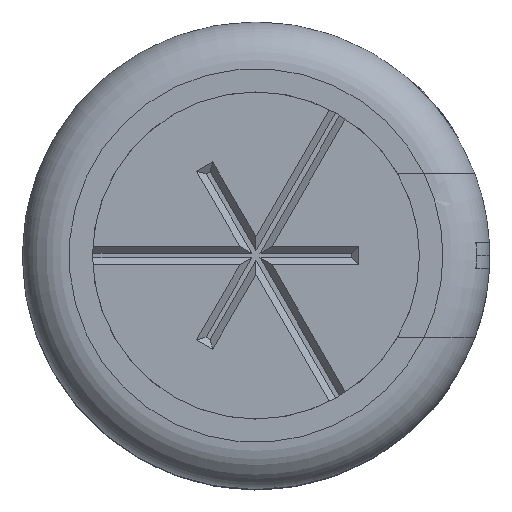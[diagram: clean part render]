
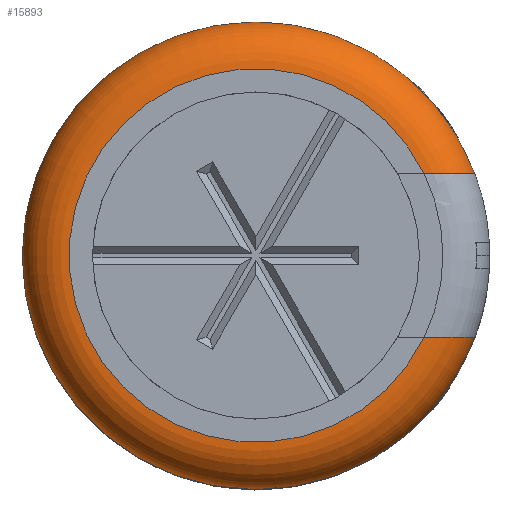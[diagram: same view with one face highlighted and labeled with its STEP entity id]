
A CAD part, top view. The second image highlights one B-rep face of the part: STEP entity #15893.
In plain terms, the highlighted toroidal (fillet/blend) face has major radius 4 mm and minor radius 1 mm.
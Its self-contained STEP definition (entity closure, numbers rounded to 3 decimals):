
#589 = ORIENTED_EDGE ( 'NONE', *, *, #17545, .T. ) ;
#878 = AXIS2_PLACEMENT_3D ( 'NONE', #24171, #22081, #15601 ) ;
#1983 = CARTESIAN_POINT ( 'NONE',  ( 4.127, 1.75, 12.385 ) ) ;
#2157 = CARTESIAN_POINT ( 'NONE',  ( 3.733, 1.75, 12.5 ) ) ;
#3392 = B_SPLINE_CURVE_WITH_KNOTS ( 'NONE', 3,
 ( #12546, #2157, #16808, #1983, #18690, #10210, #4091, #8191, #18779, #6186 ),
 .UNSPECIFIED., .F., .F.,
 ( 4, 2, 2, 2, 4 ),
 ( 0.001, 0.001, 0.001, 0.002, 0.002 ),
 .UNSPECIFIED. ) ;
#4091 = CARTESIAN_POINT ( 'NONE',  ( 4.538, 1.75, 12.022 ) ) ;
#4349 = CARTESIAN_POINT ( 'NONE',  ( 3.734, -1.75, 12.5 ) ) ;
#5760 = EDGE_LOOP ( 'NONE', ( #16179, #589, #19621, #6417, #22989 ) ) ;
#5924 = CARTESIAN_POINT ( 'NONE',  ( 4.454, -1.75, 12.133 ) ) ;
#6186 = CARTESIAN_POINT ( 'NONE',  ( 4.684, 1.75, 11.5 ) ) ;
#6275 = EDGE_CURVE ( 'NONE', #24221, #18107, #24087, .T. ) ;
#6417 = ORIENTED_EDGE ( 'NONE', *, *, #7866, .T. ) ;
#6559 = DIRECTION ( 'NONE',  ( 1., 0., 0. ) ) ;
#7122 = AXIS2_PLACEMENT_3D ( 'NONE', #15412, #9182, #23895 ) ;
#7661 = CIRCLE ( 'NONE', #13184, 5. ) ;
#7866 = EDGE_CURVE ( 'NONE', #24221, #8772, #3392, .T. ) ;
#8191 = CARTESIAN_POINT ( 'NONE',  ( 4.653, 1.75, 11.775 ) ) ;
#8772 = VERTEX_POINT ( 'NONE', #21316 ) ;
#8837 = CARTESIAN_POINT ( 'NONE',  ( 3.597, 1.75, 12.5 ) ) ;
#8927 = EDGE_CURVE ( 'NONE', #14106, #8772, #12625, .T. ) ;
#9182 = DIRECTION ( 'NONE',  ( 0., 0., -1. ) ) ;
#9227 = DIRECTION ( 'NONE',  ( 1., 0., 0. ) ) ;
#10210 = CARTESIAN_POINT ( 'NONE',  ( 4.453, 1.75, 12.134 ) ) ;
#10459 = AXIS2_PLACEMENT_3D ( 'NONE', #13110, #23466, #6559 ) ;
#10542 = CARTESIAN_POINT ( 'NONE',  ( 3.87, -1.75, 12.477 ) ) ;
#10768 = VERTEX_POINT ( 'NONE', #13455 ) ;
#12546 = CARTESIAN_POINT ( 'NONE',  ( 3.597, 1.75, 12.5 ) ) ;
#12625 = CIRCLE ( 'NONE', #7122, 5. ) ;
#12817 = CARTESIAN_POINT ( 'NONE',  ( 3.597, -1.75, 12.5 ) ) ;
#13110 = CARTESIAN_POINT ( 'NONE',  ( 0., 0., 11.5 ) ) ;
#13184 = AXIS2_PLACEMENT_3D ( 'NONE', #17590, #17683, #9227 ) ;
#13455 = CARTESIAN_POINT ( 'NONE',  ( 4.684, -1.75, 11.5 ) ) ;
#13479 = B_SPLINE_CURVE_WITH_KNOTS ( 'NONE', 3,
 ( #18683, #27189, #18498, #14578, #5924, #23176, #23354, #10542, #4349, #12817 ),
 .UNSPECIFIED., .F., .F.,
 ( 4, 2, 2, 2, 4 ),
 ( 0.004, 0.005, 0.005, 0.006, 0.006 ),
 .UNSPECIFIED. ) ;
#14106 = VERTEX_POINT ( 'NONE', #18439 ) ;
#14578 = CARTESIAN_POINT ( 'NONE',  ( 4.538, -1.75, 12.021 ) ) ;
#15167 = CARTESIAN_POINT ( 'NONE',  ( 3.597, -1.75, 12.5 ) ) ;
#15412 = CARTESIAN_POINT ( 'NONE',  ( 0., 0., 11.5 ) ) ;
#15512 = TOROIDAL_SURFACE ( 'NONE', #10459, 4., 1. ) ;
#15601 = DIRECTION ( 'NONE',  ( 1., 0., 0. ) ) ;
#15893 = ADVANCED_FACE ( 'NONE', ( #17496 ), #15512, .T. ) ;
#16179 = ORIENTED_EDGE ( 'NONE', *, *, #25630, .F. ) ;
#16808 = CARTESIAN_POINT ( 'NONE',  ( 3.871, 1.75, 12.477 ) ) ;
#17496 = FACE_OUTER_BOUND ( 'NONE', #5760, .T. ) ;
#17545 = EDGE_CURVE ( 'NONE', #10768, #18107, #13479, .T. ) ;
#17590 = CARTESIAN_POINT ( 'NONE',  ( 0., 0., 11.5 ) ) ;
#17683 = DIRECTION ( 'NONE',  ( 0., 0., -1. ) ) ;
#18107 = VERTEX_POINT ( 'NONE', #15167 ) ;
#18439 = CARTESIAN_POINT ( 'NONE',  ( -5., 0., 11.5 ) ) ;
#18498 = CARTESIAN_POINT ( 'NONE',  ( 4.653, -1.75, 11.774 ) ) ;
#18683 = CARTESIAN_POINT ( 'NONE',  ( 4.684, -1.75, 11.5 ) ) ;
#18690 = CARTESIAN_POINT ( 'NONE',  ( 4.249, 1.75, 12.314 ) ) ;
#18779 = CARTESIAN_POINT ( 'NONE',  ( 4.684, 1.75, 11.637 ) ) ;
#19621 = ORIENTED_EDGE ( 'NONE', *, *, #6275, .F. ) ;
#21316 = CARTESIAN_POINT ( 'NONE',  ( 4.684, 1.75, 11.5 ) ) ;
#22081 = DIRECTION ( 'NONE',  ( 0., 0., 1. ) ) ;
#22989 = ORIENTED_EDGE ( 'NONE', *, *, #8927, .F. ) ;
#23176 = CARTESIAN_POINT ( 'NONE',  ( 4.249, -1.75, 12.314 ) ) ;
#23354 = CARTESIAN_POINT ( 'NONE',  ( 4.129, -1.75, 12.384 ) ) ;
#23466 = DIRECTION ( 'NONE',  ( 0., 0., 1. ) ) ;
#23895 = DIRECTION ( 'NONE',  ( 1., 0., 0. ) ) ;
#24087 = CIRCLE ( 'NONE', #878, 4. ) ;
#24171 = CARTESIAN_POINT ( 'NONE',  ( 0., 0., 12.5 ) ) ;
#24221 = VERTEX_POINT ( 'NONE', #8837 ) ;
#25630 = EDGE_CURVE ( 'NONE', #10768, #14106, #7661, .T. ) ;
#27189 = CARTESIAN_POINT ( 'NONE',  ( 4.684, -1.75, 11.637 ) ) ;
